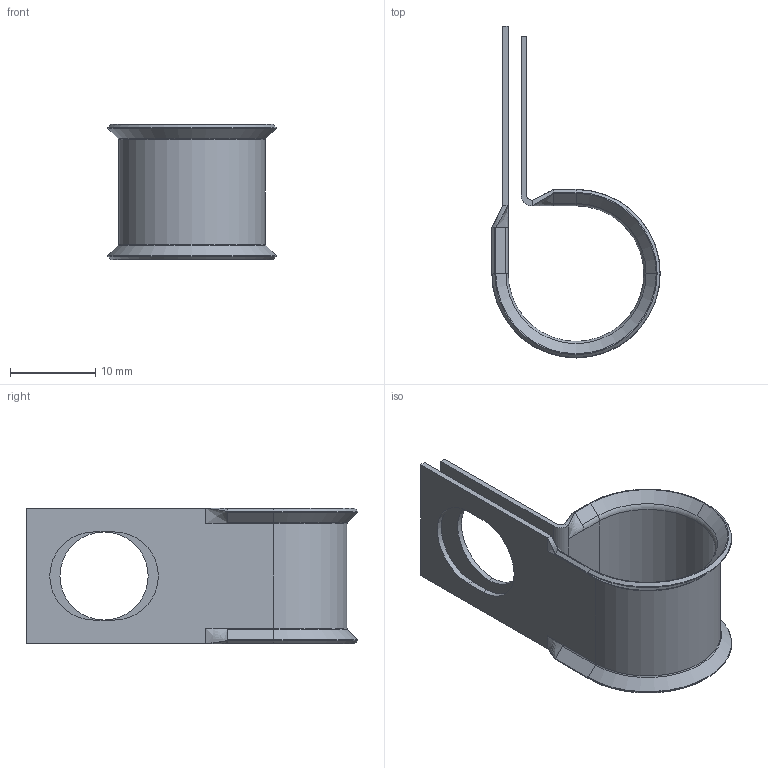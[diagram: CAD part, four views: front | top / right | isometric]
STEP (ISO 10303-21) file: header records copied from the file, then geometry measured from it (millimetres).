
FILE_DESCRIPTION (( 'STEP AP214' ), '1' );
FILE_NAME ('CF 1013Z1.step', '2018-10-31T15:02:34', ( 'User' ), ( 'Microsoft' ), 'SwSTEP 2.0', 'SolidWorks 2018', '' );
FILE_SCHEMA (( 'AUTOMOTIVE_DESIGN' ));
Length unit declared in the file: inch
Products named in the file (1): CF 1013Z1
Bounding box: 19.71 x 38.81 x 15.88 mm (x, y, z)
Volume: 846 mm3; surface area: 2849.3 mm2
Topology: 1 solids, 1 shells, 84 faces, 199 edges, 117 vertices
Faces by surface type: cylinder 27, plane 27, bspline 13, cone 9, torus 8
Entity records: 3116 total; most frequent: CARTESIAN_POINT 1163, ORIENTED_EDGE 398, DIRECTION 394, EDGE_CURVE 199, AXIS2_PLACEMENT_3D 136, LINE 122, VECTOR 122, VERTEX_POINT 117
